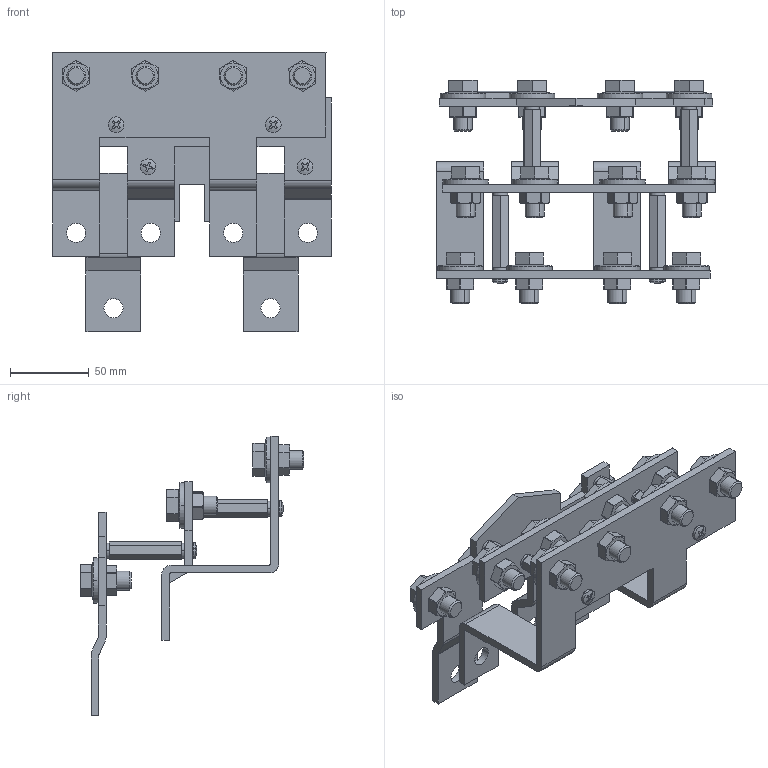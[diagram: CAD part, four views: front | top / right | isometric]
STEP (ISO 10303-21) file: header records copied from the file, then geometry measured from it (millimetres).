
FILE_DESCRIPTION((''),'2;1');
FILE_NAME('1SEB621071_ASM','2020-08-05T13:22:47',('FIALPRI1'),(''),'CREO PARAMETRIC BY PTC INC, 2019164','CREO PARAMETRIC BY PTC INC, 2019164','');
FILE_SCHEMA(('AUTOMOTIVE_DESIGN { 1 0 10303 214 1 1 1 1 }'));
Products named in the file (13): 1SEP619365P0001_A01; NHSN520033P0120_C; 1SEP619526R0001_A00_ASM; 1SEP619364P0001_A01; 1SEP619525R0001_A00_ASM; 1SEP619363P0001_A01; 1SEP619524R0001_A00_ASM; NHSN660009P0550_A; HCSN401051P0207_01; HCSN401050P0207_01; GZN490084P0111_01; NB312333P8115_01; 1SEB621071_ASM
Assembly tree (54 placements, depth 3):
  1SEB621071_ASM
    1SEP619526R0001_A00_ASM
      1SEP619365P0001_A01
      NHSN520033P0120_C  x4
    1SEP619525R0001_A00_ASM
      NHSN520033P0120_C  x4
      1SEP619364P0001_A01
    1SEP619524R0001_A00_ASM
      NHSN520033P0120_C  x4
      1SEP619363P0001_A01
    NHSN660009P0550_A  x4
    HCSN401051P0207_01  x4
    HCSN401050P0207_01  x4
    GZN490084P0111_01  x12
    NB312333P8115_01  x12
Bounding box: 177.42 x 142.49 x 177.9 mm (x, y, z)
Volume: 297018.6 mm3; surface area: 158123.3 mm2
Topology: 51 solids, 51 shells, 1213 faces, 3938 edges, 3672 vertices
Faces by surface type: plane 519, cylinder 354, cone 256, torus 56, extrusion 20, sphere 8
Entity records: 30775 total; most frequent: CARTESIAN_POINT 4359, DIRECTION 2916, ORIENTED_EDGE 2238, PROPERTY_DEFINITION 1388, PRESENTATION_STYLE_ASSIGNMENT 1383, REPRESENTATION 1376, PROPERTY_DEFINITION_REPRESENTATION 1376, STYLED_ITEM 1370
